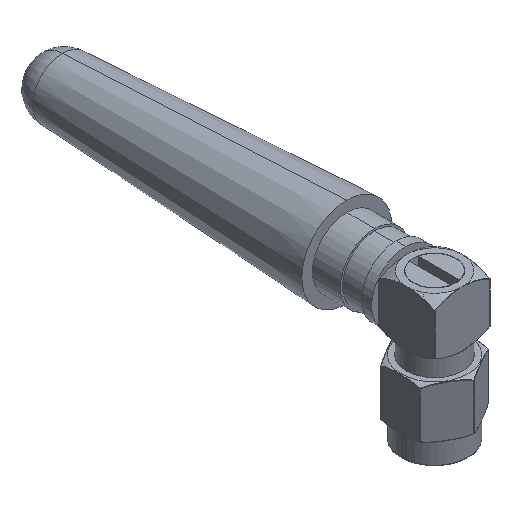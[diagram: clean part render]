
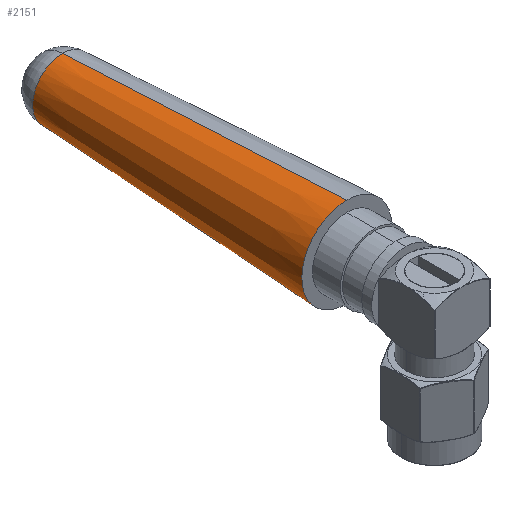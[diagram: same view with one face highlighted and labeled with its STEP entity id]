
A CAD part, isometric view. The second image highlights one B-rep face of the part: STEP entity #2151.
In plain terms, the highlighted conical face has half-angle 3.019 degrees and reference radius 5.25 mm.
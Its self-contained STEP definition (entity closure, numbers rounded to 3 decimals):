
#886 = EDGE_LOOP ( 'NONE', ( #1796, #3314, #3260, #2608 ) ) ;
#1328 = EDGE_CURVE ( 'NONE', #3554, #1822, #3629, .T. ) ;
#1395 = CARTESIAN_POINT ( 'NONE',  ( 0., 10.25, 13.75 ) ) ;
#1512 = CARTESIAN_POINT ( 'NONE',  ( 0., 43.434, 17.25 ) ) ;
#1653 = EDGE_CURVE ( 'NONE', #2717, #4730, #2759, .T. ) ;
#1659 = AXIS2_PLACEMENT_3D ( 'NONE', #1395, #4648, #1858 ) ;
#1750 = DIRECTION ( 'NONE',  ( 0., -0.999, 0.053 ) ) ;
#1796 = ORIENTED_EDGE ( 'NONE', *, *, #3710, .F. ) ;
#1807 = FACE_OUTER_BOUND ( 'NONE', #886, .T. ) ;
#1822 = VERTEX_POINT ( 'NONE', #4216 ) ;
#1858 = DIRECTION ( 'NONE',  ( 0., 0., -1. ) ) ;
#2151 = ADVANCED_FACE ( 'NONE', ( #1807 ), #6006, .T. ) ;
#2214 = CARTESIAN_POINT ( 'NONE',  ( 0., 10.25, 19. ) ) ;
#2371 = LINE ( 'NONE', #2214, #4698 ) ;
#2426 = VECTOR ( 'NONE', #3433, 1000. ) ;
#2608 = ORIENTED_EDGE ( 'NONE', *, *, #1328, .F. ) ;
#2717 = VERTEX_POINT ( 'NONE', #1512 ) ;
#2749 = DIRECTION ( 'NONE',  ( 0., -1., 0. ) ) ;
#2759 = CIRCLE ( 'NONE', #2985, 3.5 ) ;
#2966 = CARTESIAN_POINT ( 'NONE',  ( 0., 10.25, 8.5 ) ) ;
#2985 = AXIS2_PLACEMENT_3D ( 'NONE', #5514, #2749, #5982 ) ;
#3260 = ORIENTED_EDGE ( 'NONE', *, *, #5986, .T. ) ;
#3314 = ORIENTED_EDGE ( 'NONE', *, *, #1653, .T. ) ;
#3433 = DIRECTION ( 'NONE',  ( 0., -0.999, -0.053 ) ) ;
#3525 = DIRECTION ( 'NONE',  ( 0., 0., -1. ) ) ;
#3554 = VERTEX_POINT ( 'NONE', #4969 ) ;
#3629 = CIRCLE ( 'NONE', #1659, 5.25 ) ;
#3670 = LINE ( 'NONE', #2966, #2426 ) ;
#3710 = EDGE_CURVE ( 'NONE', #2717, #3554, #2371, .T. ) ;
#4216 = CARTESIAN_POINT ( 'NONE',  ( 0., 10.25, 8.5 ) ) ;
#4434 = DIRECTION ( 'NONE',  ( 0., -1., 0. ) ) ;
#4648 = DIRECTION ( 'NONE',  ( 0., -1., 0. ) ) ;
#4698 = VECTOR ( 'NONE', #1750, 1000. ) ;
#4730 = VERTEX_POINT ( 'NONE', #5330 ) ;
#4969 = CARTESIAN_POINT ( 'NONE',  ( 0., 10.25, 19. ) ) ;
#5330 = CARTESIAN_POINT ( 'NONE',  ( 0., 43.434, 10.25 ) ) ;
#5334 = CARTESIAN_POINT ( 'NONE',  ( 0., 10.25, 13.75 ) ) ;
#5514 = CARTESIAN_POINT ( 'NONE',  ( 0., 43.434, 13.75 ) ) ;
#5981 = AXIS2_PLACEMENT_3D ( 'NONE', #5334, #4434, #3525 ) ;
#5982 = DIRECTION ( 'NONE',  ( 0., 0., -1. ) ) ;
#5986 = EDGE_CURVE ( 'NONE', #4730, #1822, #3670, .T. ) ;
#6006 = CONICAL_SURFACE ( 'NONE', #5981, 5.25, 0.053 ) ;
